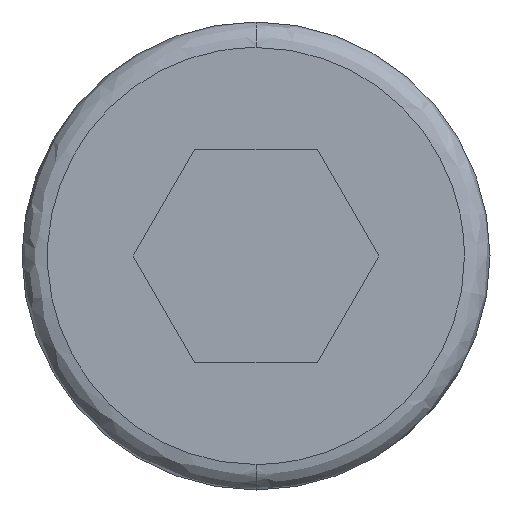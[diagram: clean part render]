
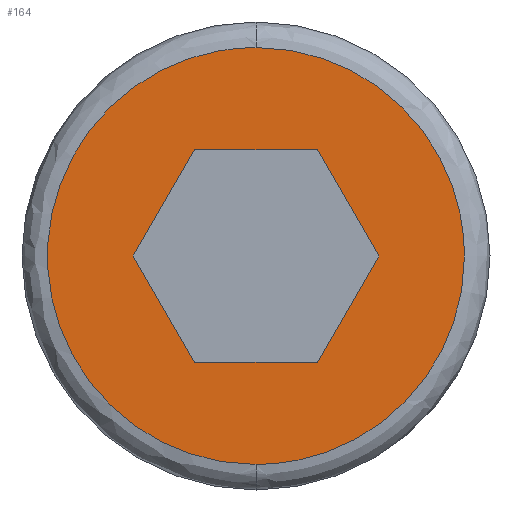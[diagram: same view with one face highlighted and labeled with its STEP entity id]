
A CAD part, front view. The second image highlights one B-rep face of the part: STEP entity #164.
In plain terms, the highlighted planar face has unit normal (0, -1, 0).
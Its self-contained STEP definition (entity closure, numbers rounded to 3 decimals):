
#11 = DIRECTION ( 'NONE',  ( -0.5, 0., -0.866 ) ) ;
#22 = ORIENTED_EDGE ( 'NONE', *, *, #300, .T. ) ;
#33 = ORIENTED_EDGE ( 'NONE', *, *, #248, .F. ) ;
#38 = DIRECTION ( 'NONE',  ( -1., 0., 0. ) ) ;
#40 =( BOUNDED_CURVE ( )  B_SPLINE_CURVE ( 3, ( #760, #704, #396, #768 ),
 .UNSPECIFIED., .F., .T. ) 
 B_SPLINE_CURVE_WITH_KNOTS ( ( 4, 4 ),
 ( 0., 1. ),
 .UNSPECIFIED. ) 
 CURVE ( )  GEOMETRIC_REPRESENTATION_ITEM ( )  RATIONAL_B_SPLINE_CURVE ( ( 1., 0.805, 0.805, 1. ) ) 
 REPRESENTATION_ITEM ( '' )  );
#49 = EDGE_CURVE ( 'NONE', #184, #766, #605, .T. ) ;
#61 = ORIENTED_EDGE ( 'NONE', *, *, #49, .F. ) ;
#82 = CARTESIAN_POINT ( 'NONE',  ( 2.45, -3., 0. ) ) ;
#97 = LINE ( 'NONE', #591, #230 ) ;
#103 = VERTEX_POINT ( 'NONE', #263 ) ;
#106 = CARTESIAN_POINT ( 'NONE',  ( -1.435, -3., -2.45 ) ) ;
#114 = DIRECTION ( 'NONE',  ( 1., 0., 0. ) ) ;
#135 = VERTEX_POINT ( 'NONE', #280 ) ;
#150 = VERTEX_POINT ( 'NONE', #572 ) ;
#158 = FACE_BOUND ( 'NONE', #234, .T. ) ;
#164 = ADVANCED_FACE ( 'NONE', ( #158, #469 ), #388, .T. ) ;
#166 = CARTESIAN_POINT ( 'NONE',  ( 0., -3., 2.45 ) ) ;
#171 = EDGE_LOOP ( 'NONE', ( #33, #537, #61 ) ) ;
#177 = CARTESIAN_POINT ( 'NONE',  ( -1.443, -3., 0. ) ) ;
#184 = VERTEX_POINT ( 'NONE', #288 ) ;
#194 = EDGE_CURVE ( 'NONE', #415, #135, #97, .T. ) ;
#211 = EDGE_CURVE ( 'NONE', #548, #415, #718, .T. ) ;
#218 = EDGE_CURVE ( 'NONE', #622, #277, #371, .T. ) ;
#220 = LINE ( 'NONE', #639, #669 ) ;
#225 = ORIENTED_EDGE ( 'NONE', *, *, #211, .T. ) ;
#230 = VECTOR ( 'NONE', #114, 1000. ) ;
#232 = ORIENTED_EDGE ( 'NONE', *, *, #218, .T. ) ;
#234 = EDGE_LOOP ( 'NONE', ( #461, #663, #232, #22, #225, #480 ) ) ;
#236 = DIRECTION ( 'NONE',  ( 0.5, 0., 0.866 ) ) ;
#237 = EDGE_CURVE ( 'NONE', #766, #150, #714, .T. ) ;
#248 = EDGE_CURVE ( 'NONE', #150, #184, #40, .T. ) ;
#263 = CARTESIAN_POINT ( 'NONE',  ( 1.443, -3., 0. ) ) ;
#265 = CARTESIAN_POINT ( 'NONE',  ( 2.45, -3., -1.435 ) ) ;
#277 = VERTEX_POINT ( 'NONE', #341 ) ;
#279 = CARTESIAN_POINT ( 'NONE',  ( -1.435, -3., 2.45 ) ) ;
#280 = CARTESIAN_POINT ( 'NONE',  ( 0.722, -3., 1.25 ) ) ;
#282 = DIRECTION ( 'NONE',  ( -0.5, 0., 0.866 ) ) ;
#288 = CARTESIAN_POINT ( 'NONE',  ( 2.45, -3., 0. ) ) ;
#298 = CARTESIAN_POINT ( 'NONE',  ( 0.722, -3., 1.25 ) ) ;
#300 = EDGE_CURVE ( 'NONE', #277, #548, #220, .T. ) ;
#341 = CARTESIAN_POINT ( 'NONE',  ( -0.722, -3., -1.25 ) ) ;
#347 = LINE ( 'NONE', #298, #485 ) ;
#352 = EDGE_CURVE ( 'NONE', #135, #103, #347, .T. ) ;
#364 = CARTESIAN_POINT ( 'NONE',  ( 1.443, -3., 0. ) ) ;
#371 = LINE ( 'NONE', #523, #731 ) ;
#388 = PLANE ( 'NONE',  #665 ) ;
#396 = CARTESIAN_POINT ( 'NONE',  ( 2.45, -3., 1.435 ) ) ;
#400 = CARTESIAN_POINT ( 'NONE',  ( -2.45, -3., 0. ) ) ;
#415 = VERTEX_POINT ( 'NONE', #601 ) ;
#424 = CARTESIAN_POINT ( 'NONE',  ( -1.443, -3., 0. ) ) ;
#453 = CARTESIAN_POINT ( 'NONE',  ( 0., -3., -2.45 ) ) ;
#461 = ORIENTED_EDGE ( 'NONE', *, *, #352, .T. ) ;
#462 = CARTESIAN_POINT ( 'NONE',  ( -2.45, -3., 1.435 ) ) ;
#463 = DIRECTION ( 'NONE',  ( 0., -1., 0. ) ) ;
#467 = CARTESIAN_POINT ( 'NONE',  ( -2.45, -3., -1.435 ) ) ;
#469 = FACE_OUTER_BOUND ( 'NONE', #171, .T. ) ;
#470 = CARTESIAN_POINT ( 'NONE',  ( 0., -3., -2.45 ) ) ;
#478 = CARTESIAN_POINT ( 'NONE',  ( 0.722, -3., -1.25 ) ) ;
#480 = ORIENTED_EDGE ( 'NONE', *, *, #194, .T. ) ;
#485 = VECTOR ( 'NONE', #716, 1000. ) ;
#495 = CARTESIAN_POINT ( 'NONE',  ( 1.435, -3., -2.45 ) ) ;
#518 = CARTESIAN_POINT ( 'NONE',  ( 0., -3., 0. ) ) ;
#520 = EDGE_CURVE ( 'NONE', #103, #622, #610, .T. ) ;
#523 = CARTESIAN_POINT ( 'NONE',  ( 0., -3., -1.25 ) ) ;
#537 = ORIENTED_EDGE ( 'NONE', *, *, #237, .F. ) ;
#548 = VERTEX_POINT ( 'NONE', #424 ) ;
#572 = CARTESIAN_POINT ( 'NONE',  ( 0., -3., 2.45 ) ) ;
#591 = CARTESIAN_POINT ( 'NONE',  ( 0., -3., 1.25 ) ) ;
#601 = CARTESIAN_POINT ( 'NONE',  ( -0.722, -3., 1.25 ) ) ;
#605 =( BOUNDED_CURVE ( )  B_SPLINE_CURVE ( 3, ( #82, #265, #495, #735 ),
 .UNSPECIFIED., .F., .T. ) 
 B_SPLINE_CURVE_WITH_KNOTS ( ( 4, 4 ),
 ( 0., 0.333 ),
 .UNSPECIFIED. ) 
 CURVE ( )  GEOMETRIC_REPRESENTATION_ITEM ( )  RATIONAL_B_SPLINE_CURVE ( ( 1., 0.805, 0.805, 1. ) ) 
 REPRESENTATION_ITEM ( '' )  );
#610 = LINE ( 'NONE', #364, #717 ) ;
#622 = VERTEX_POINT ( 'NONE', #478 ) ;
#639 = CARTESIAN_POINT ( 'NONE',  ( -0.722, -3., -1.25 ) ) ;
#663 = ORIENTED_EDGE ( 'NONE', *, *, #520, .T. ) ;
#665 = AXIS2_PLACEMENT_3D ( 'NONE', #518, #463, #702 ) ;
#669 = VECTOR ( 'NONE', #282, 1000. ) ;
#702 = DIRECTION ( 'NONE',  ( 0., 0., -1. ) ) ;
#704 = CARTESIAN_POINT ( 'NONE',  ( 1.435, -3., 2.45 ) ) ;
#714 =( BOUNDED_CURVE ( )  B_SPLINE_CURVE ( 3, ( #470, #106, #467, #400, #462, #279, #166 ),
 .UNSPECIFIED., .F., .T. ) 
 B_SPLINE_CURVE_WITH_KNOTS ( ( 4, 3, 4 ),
 ( 0.333, 0.667, 1. ),
 .UNSPECIFIED. ) 
 CURVE ( )  GEOMETRIC_REPRESENTATION_ITEM ( )  RATIONAL_B_SPLINE_CURVE ( ( 1., 0.805, 0.805, 1., 0.805, 0.805, 1. ) ) 
 REPRESENTATION_ITEM ( '' )  );
#716 = DIRECTION ( 'NONE',  ( 0.5, 0., -0.866 ) ) ;
#717 = VECTOR ( 'NONE', #11, 1000. ) ;
#718 = LINE ( 'NONE', #177, #753 ) ;
#731 = VECTOR ( 'NONE', #38, 1000. ) ;
#735 = CARTESIAN_POINT ( 'NONE',  ( 0., -3., -2.45 ) ) ;
#753 = VECTOR ( 'NONE', #236, 1000. ) ;
#760 = CARTESIAN_POINT ( 'NONE',  ( 0., -3., 2.45 ) ) ;
#766 = VERTEX_POINT ( 'NONE', #453 ) ;
#768 = CARTESIAN_POINT ( 'NONE',  ( 2.45, -3., 0. ) ) ;
